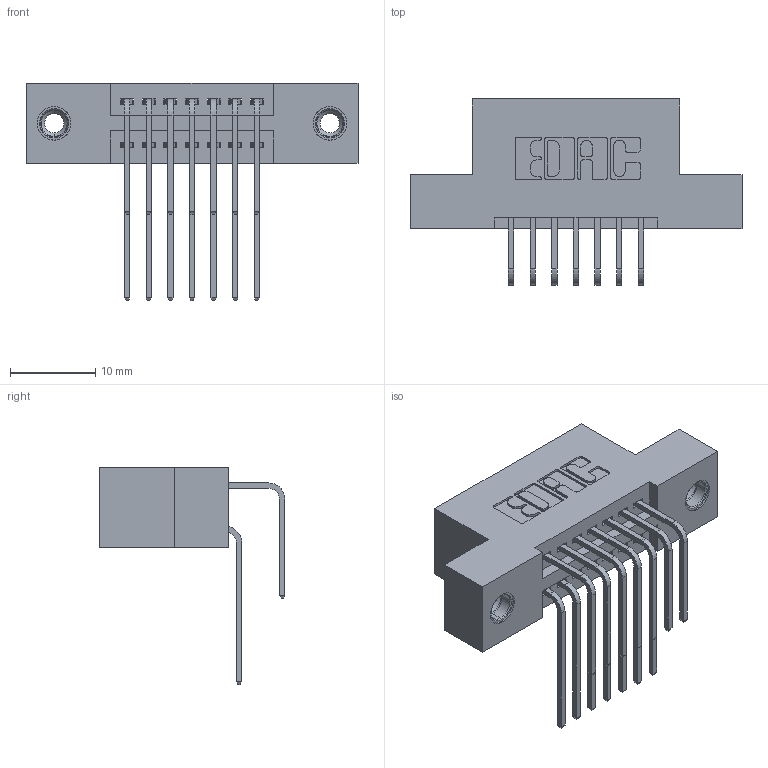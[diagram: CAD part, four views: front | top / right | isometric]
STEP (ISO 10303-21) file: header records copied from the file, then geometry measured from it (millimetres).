
FILE_DESCRIPTION (( 'STEP AP203' ), '1' );
FILE_NAME ('345-014-558-208.STEP', '2018-08-18T18:16:35', ( '' ), ( '' ), 'SwSTEP 2.0', 'SolidWorks 2016', '' );
FILE_SCHEMA (( 'CONFIG_CONTROL_DESIGN' ));
Length unit declared in the file: inch
Products named in the file (5): 345-292-001_558 559 Tail - 1; 345-292-001_558 Tail - 2; 345-250-001_345-250-003-102; 345-014-558-208; 345 Part_Flush Mounting Lugs - 0.156 Dia-TI
Assembly tree (17 placements, depth 2):
  345-014-558-208
    345 Part_Flush Mounting Lugs - 0.156 Dia-TI
    345-292-001_558 559 Tail - 1  x7
    345-292-001_558 Tail - 2  x7
    345-250-001_345-250-003-102  x2
Bounding box: 38.99 x 21.83 x 25.53 mm (x, y, z)
Volume: 3536.8 mm3; surface area: 4943.3 mm2
Topology: 17 solids, 17 shells, 914 faces, 2647 edges, 1738 vertices
Faces by surface type: plane 602, cylinder 296, cone 12, torus 4
Entity records: 13042 total; most frequent: CARTESIAN_POINT 2246, ORIENTED_EDGE 2122, DIRECTION 2023, EDGE_CURVE 1061, LINE 841, VECTOR 841, VERTEX_POINT 700, AXIS2_PLACEMENT_3D 591
